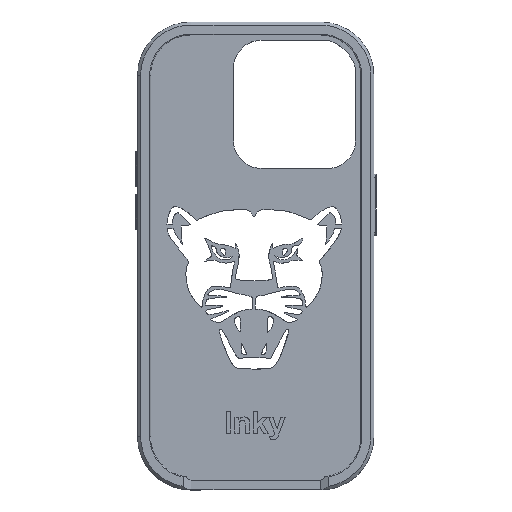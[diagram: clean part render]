
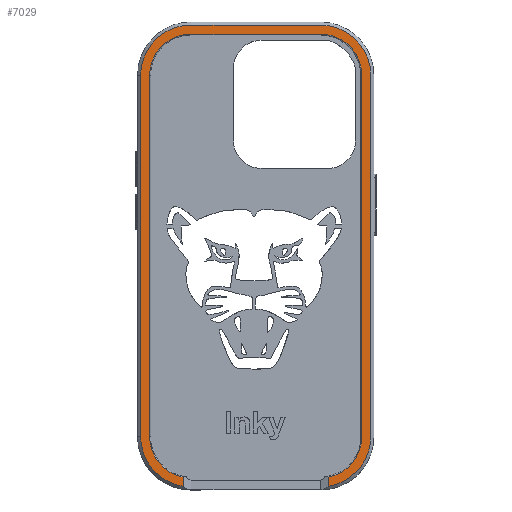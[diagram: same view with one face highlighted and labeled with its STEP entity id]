
A CAD part, top view. The second image highlights one B-rep face of the part: STEP entity #7029.
In plain terms, the highlighted planar face has unit normal (0, 0, 1).
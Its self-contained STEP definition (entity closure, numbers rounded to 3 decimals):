
#137=CIRCLE('',#7319,13.541);
#138=CIRCLE('',#7320,16.5);
#139=CIRCLE('',#7321,16.5);
#140=CIRCLE('',#7322,16.5);
#141=CIRCLE('',#7323,16.5);
#142=CIRCLE('',#7324,13.541);
#143=CIRCLE('',#7325,13.541);
#144=CIRCLE('',#7326,13.541);
#319=PLANE('',#7318);
#724=FACE_OUTER_BOUND('',#1098,.T.);
#1098=EDGE_LOOP('',(#5694,#5695,#5696,#5697,#5698,#5699,#5700,#5701,#5702,
#5703,#5704,#5705,#5706,#5707,#5708,#5709));
#1681=LINE('',#12683,#2270);
#1684=LINE('',#12692,#2273);
#1685=LINE('',#12696,#2274);
#1686=LINE('',#12700,#2275);
#1687=LINE('',#12704,#2276);
#1688=LINE('',#12708,#2277);
#1689=LINE('',#12712,#2278);
#1690=LINE('',#12716,#2279);
#2270=VECTOR('',#8261,10.);
#2273=VECTOR('',#8272,10.);
#2274=VECTOR('',#8275,10.);
#2275=VECTOR('',#8278,10.);
#2276=VECTOR('',#8281,10.);
#2277=VECTOR('',#8284,10.);
#2278=VECTOR('',#8287,10.);
#2279=VECTOR('',#8290,10.);
#3284=VERTEX_POINT('',#12680);
#3285=VERTEX_POINT('',#12682);
#3286=VERTEX_POINT('',#12689);
#3287=VERTEX_POINT('',#12691);
#3288=VERTEX_POINT('',#12693);
#3289=VERTEX_POINT('',#12695);
#3290=VERTEX_POINT('',#12697);
#3291=VERTEX_POINT('',#12699);
#3292=VERTEX_POINT('',#12701);
#3293=VERTEX_POINT('',#12703);
#3294=VERTEX_POINT('',#12705);
#3295=VERTEX_POINT('',#12707);
#3296=VERTEX_POINT('',#12709);
#3297=VERTEX_POINT('',#12711);
#3298=VERTEX_POINT('',#12713);
#3299=VERTEX_POINT('',#12715);
#4257=EDGE_CURVE('',#3284,#3285,#1681,.T.);
#4261=EDGE_CURVE('',#3286,#3284,#137,.T.);
#4262=EDGE_CURVE('',#3286,#3287,#1684,.T.);
#4263=EDGE_CURVE('',#3288,#3287,#138,.T.);
#4264=EDGE_CURVE('',#3289,#3288,#1685,.T.);
#4265=EDGE_CURVE('',#3290,#3289,#139,.T.);
#4266=EDGE_CURVE('',#3291,#3290,#1686,.T.);
#4267=EDGE_CURVE('',#3292,#3291,#140,.T.);
#4268=EDGE_CURVE('',#3293,#3292,#1687,.T.);
#4269=EDGE_CURVE('',#3294,#3293,#141,.T.);
#4270=EDGE_CURVE('',#3294,#3295,#1688,.T.);
#4271=EDGE_CURVE('',#3296,#3295,#142,.T.);
#4272=EDGE_CURVE('',#3297,#3296,#1689,.T.);
#4273=EDGE_CURVE('',#3298,#3297,#143,.T.);
#4274=EDGE_CURVE('',#3299,#3298,#1690,.T.);
#4275=EDGE_CURVE('',#3285,#3299,#144,.T.);
#5694=ORIENTED_EDGE('',*,*,#4257,.F.);
#5695=ORIENTED_EDGE('',*,*,#4261,.F.);
#5696=ORIENTED_EDGE('',*,*,#4262,.T.);
#5697=ORIENTED_EDGE('',*,*,#4263,.F.);
#5698=ORIENTED_EDGE('',*,*,#4264,.F.);
#5699=ORIENTED_EDGE('',*,*,#4265,.F.);
#5700=ORIENTED_EDGE('',*,*,#4266,.F.);
#5701=ORIENTED_EDGE('',*,*,#4267,.F.);
#5702=ORIENTED_EDGE('',*,*,#4268,.F.);
#5703=ORIENTED_EDGE('',*,*,#4269,.F.);
#5704=ORIENTED_EDGE('',*,*,#4270,.T.);
#5705=ORIENTED_EDGE('',*,*,#4271,.F.);
#5706=ORIENTED_EDGE('',*,*,#4272,.F.);
#5707=ORIENTED_EDGE('',*,*,#4273,.F.);
#5708=ORIENTED_EDGE('',*,*,#4274,.F.);
#5709=ORIENTED_EDGE('',*,*,#4275,.F.);
#7029=ADVANCED_FACE('',(#724),#319,.T.);
#7318=AXIS2_PLACEMENT_3D('',#12688,#8268,#8269);
#7319=AXIS2_PLACEMENT_3D('',#12690,#8270,#8271);
#7320=AXIS2_PLACEMENT_3D('',#12694,#8273,#8274);
#7321=AXIS2_PLACEMENT_3D('',#12698,#8276,#8277);
#7322=AXIS2_PLACEMENT_3D('',#12702,#8279,#8280);
#7323=AXIS2_PLACEMENT_3D('',#12706,#8282,#8283);
#7324=AXIS2_PLACEMENT_3D('',#12710,#8285,#8286);
#7325=AXIS2_PLACEMENT_3D('',#12714,#8288,#8289);
#7326=AXIS2_PLACEMENT_3D('',#12717,#8291,#8292);
#8261=DIRECTION('',(0.,1.,0.));
#8268=DIRECTION('center_axis',(0.,0.,1.));
#8269=DIRECTION('ref_axis',(0.,1.,0.));
#8270=DIRECTION('center_axis',(0.,0.,1.));
#8271=DIRECTION('ref_axis',(0.,-1.,0.));
#8272=DIRECTION('',(0.,-1.,0.));
#8273=DIRECTION('center_axis',(0.,0.,-1.));
#8274=DIRECTION('ref_axis',(0.,-1.,0.));
#8275=DIRECTION('',(0.,-1.,0.));
#8276=DIRECTION('center_axis',(0.,0.,-1.));
#8277=DIRECTION('ref_axis',(1.,0.,0.));
#8278=DIRECTION('',(1.,0.,0.));
#8279=DIRECTION('center_axis',(0.,0.,-1.));
#8280=DIRECTION('ref_axis',(0.,1.,0.));
#8281=DIRECTION('',(0.,1.,0.));
#8282=DIRECTION('center_axis',(0.,0.,-1.));
#8283=DIRECTION('ref_axis',(-1.,0.,0.));
#8284=DIRECTION('',(0.,1.,0.));
#8285=DIRECTION('center_axis',(0.,0.,1.));
#8286=DIRECTION('ref_axis',(-1.,0.,0.));
#8287=DIRECTION('',(0.,-1.,0.));
#8288=DIRECTION('center_axis',(0.,0.,1.));
#8289=DIRECTION('ref_axis',(0.,1.,0.));
#8290=DIRECTION('',(-1.,0.,0.));
#8291=DIRECTION('center_axis',(0.,0.,1.));
#8292=DIRECTION('ref_axis',(1.,0.,0.));
#12680=CARTESIAN_POINT('',(34.791,-59.25,9.52));
#12682=CARTESIAN_POINT('',(34.791,59.25,9.52));
#12683=CARTESIAN_POINT('',(34.791,0.,9.52));
#12688=CARTESIAN_POINT('Origin',(21.25,72.791,9.52));
#12689=CARTESIAN_POINT('',(23.75,-72.558,9.52));
#12690=CARTESIAN_POINT('Origin',(21.25,-59.25,9.52));
#12691=CARTESIAN_POINT('',(23.75,-75.56,9.52));
#12692=CARTESIAN_POINT('',(23.75,36.396,9.52));
#12693=CARTESIAN_POINT('',(37.75,-59.25,9.52));
#12694=CARTESIAN_POINT('Origin',(21.25,-59.25,9.52));
#12695=CARTESIAN_POINT('',(37.75,59.25,9.52));
#12696=CARTESIAN_POINT('',(37.75,66.021,9.52));
#12697=CARTESIAN_POINT('',(21.25,75.75,9.52));
#12698=CARTESIAN_POINT('Origin',(21.25,59.25,9.52));
#12699=CARTESIAN_POINT('',(-21.25,75.75,9.52));
#12700=CARTESIAN_POINT('',(0.,75.75,9.52));
#12701=CARTESIAN_POINT('',(-37.75,59.25,9.52));
#12702=CARTESIAN_POINT('Origin',(-21.25,59.25,9.52));
#12703=CARTESIAN_POINT('',(-37.75,-59.25,9.52));
#12704=CARTESIAN_POINT('',(-37.75,6.771,9.52));
#12705=CARTESIAN_POINT('',(-23.75,-75.56,9.52));
#12706=CARTESIAN_POINT('Origin',(-21.25,-59.25,9.52));
#12707=CARTESIAN_POINT('',(-23.75,-72.558,9.52));
#12708=CARTESIAN_POINT('',(-23.75,36.396,9.52));
#12709=CARTESIAN_POINT('',(-34.791,-59.25,9.52));
#12710=CARTESIAN_POINT('Origin',(-21.25,-59.25,9.52));
#12711=CARTESIAN_POINT('',(-34.791,59.25,9.52));
#12712=CARTESIAN_POINT('',(-34.791,59.25,9.52));
#12713=CARTESIAN_POINT('',(-21.25,72.791,9.52));
#12714=CARTESIAN_POINT('Origin',(-21.25,59.25,9.52));
#12715=CARTESIAN_POINT('',(21.25,72.791,9.52));
#12716=CARTESIAN_POINT('',(21.25,72.791,9.52));
#12717=CARTESIAN_POINT('Origin',(21.25,59.25,9.52));
